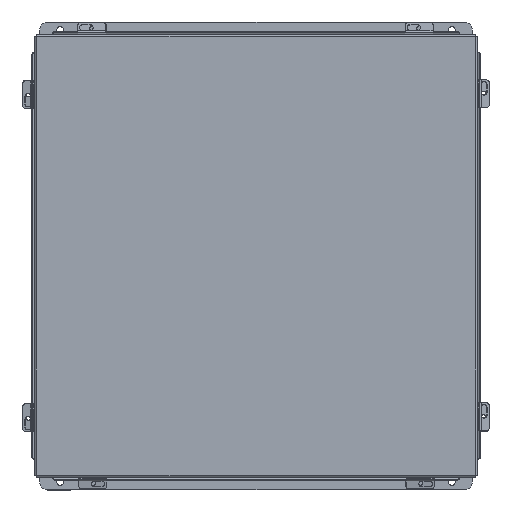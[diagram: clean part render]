
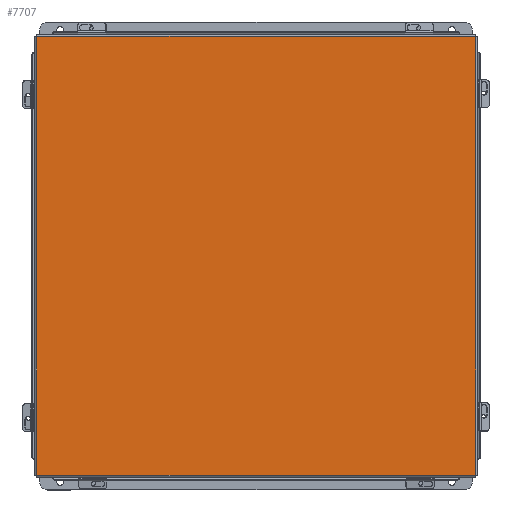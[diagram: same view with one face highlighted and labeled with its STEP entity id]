
A CAD part, top view. The second image highlights one B-rep face of the part: STEP entity #7707.
In plain terms, the highlighted face is planar.
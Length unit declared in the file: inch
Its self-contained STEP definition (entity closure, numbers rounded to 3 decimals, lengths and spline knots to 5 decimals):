
#137 = EDGE_CURVE ( 'NONE', #9836, #7455, #4497, .T. ) ;
#205 = DIRECTION ( 'NONE',  ( 0., 1., 0. ) ) ;
#619 = VERTEX_POINT ( 'NONE', #3624 ) ;
#1037 = EDGE_CURVE ( 'NONE', #9558, #9836, #5110, .T. ) ;
#1325 = EDGE_CURVE ( 'NONE', #619, #9558, #2200, .T. ) ;
#1465 = CARTESIAN_POINT ( 'NONE',  ( 0., 0., -0.0747 ) ) ;
#2200 = LINE ( 'NONE', #6800, #8715 ) ;
#2227 = DIRECTION ( 'NONE',  ( -1., 0., 0. ) ) ;
#3109 = ORIENTED_EDGE ( 'NONE', *, *, #137, .T. ) ;
#3529 = EDGE_LOOP ( 'NONE', ( #9466, #7087, #3109, #4287 ) ) ;
#3624 = CARTESIAN_POINT ( 'NONE',  ( -10.06855, 10.06855, -0.0747 ) ) ;
#3635 = CARTESIAN_POINT ( 'NONE',  ( 10.06855, 10.06855, -0.0747 ) ) ;
#4081 = VECTOR ( 'NONE', #205, 39.37008 ) ;
#4104 = CARTESIAN_POINT ( 'NONE',  ( 10.06855, -10.06855, -0.0747 ) ) ;
#4287 = ORIENTED_EDGE ( 'NONE', *, *, #6113, .T. ) ;
#4431 = DIRECTION ( 'NONE',  ( -1., 0., 0. ) ) ;
#4497 = LINE ( 'NONE', #5182, #7057 ) ;
#4499 = CARTESIAN_POINT ( 'NONE',  ( -10.06855, -10.07448, -0.0747 ) ) ;
#4524 = DIRECTION ( 'NONE',  ( 0., 0., -1. ) ) ;
#5110 = LINE ( 'NONE', #6668, #6975 ) ;
#5182 = CARTESIAN_POINT ( 'NONE',  ( 10.07448, -10.06855, -0.0747 ) ) ;
#6032 = PLANE ( 'NONE',  #8686 ) ;
#6109 = LINE ( 'NONE', #4499, #4081 ) ;
#6113 = EDGE_CURVE ( 'NONE', #7455, #619, #6109, .T. ) ;
#6550 = FACE_OUTER_BOUND ( 'NONE', #3529, .T. ) ;
#6668 = CARTESIAN_POINT ( 'NONE',  ( 10.06855, 10.07448, -0.0747 ) ) ;
#6800 = CARTESIAN_POINT ( 'NONE',  ( -10.07448, 10.06855, -0.0747 ) ) ;
#6847 = DIRECTION ( 'NONE',  ( 0., -1., 0. ) ) ;
#6975 = VECTOR ( 'NONE', #6847, 39.37008 ) ;
#7057 = VECTOR ( 'NONE', #4431, 39.37008 ) ;
#7087 = ORIENTED_EDGE ( 'NONE', *, *, #1037, .T. ) ;
#7235 = CARTESIAN_POINT ( 'NONE',  ( -10.06855, -10.06855, -0.0747 ) ) ;
#7455 = VERTEX_POINT ( 'NONE', #7235 ) ;
#7707 = ADVANCED_FACE ( 'NONE', ( #6550 ), #6032, .T. ) ;
#8686 = AXIS2_PLACEMENT_3D ( 'NONE', #1465, #4524, #2227 ) ;
#8715 = VECTOR ( 'NONE', #9508, 39.37008 ) ;
#9466 = ORIENTED_EDGE ( 'NONE', *, *, #1325, .T. ) ;
#9508 = DIRECTION ( 'NONE',  ( 1., 0., 0. ) ) ;
#9558 = VERTEX_POINT ( 'NONE', #3635 ) ;
#9836 = VERTEX_POINT ( 'NONE', #4104 ) ;
